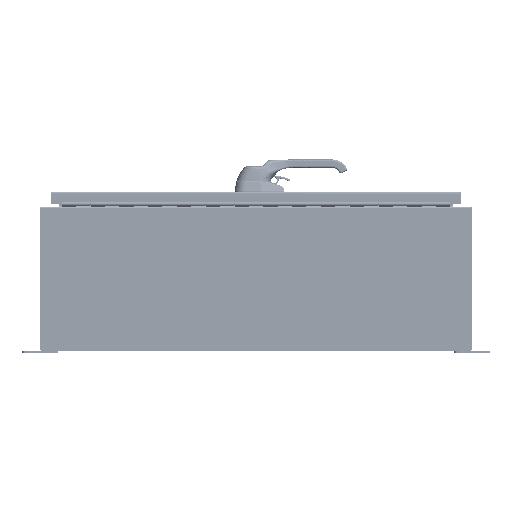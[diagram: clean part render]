
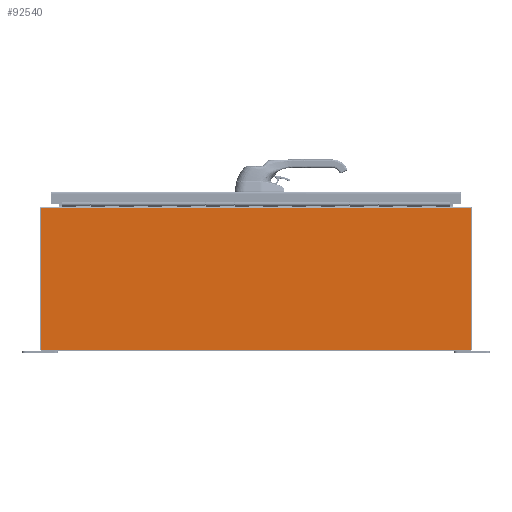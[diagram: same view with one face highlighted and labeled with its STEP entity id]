
A CAD part, left-side view. The second image highlights one B-rep face of the part: STEP entity #92540.
In plain terms, the highlighted face is planar.
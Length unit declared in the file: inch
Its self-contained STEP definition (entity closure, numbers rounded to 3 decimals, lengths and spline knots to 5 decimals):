
#8575 = DIRECTION ( 'NONE',  ( 0., 1., 0. ) ) ;
#8686 = CARTESIAN_POINT ( 'NONE',  ( 4.89475, -7.463, 0.074 ) ) ;
#13908 = EDGE_CURVE ( 'NONE', #152155, #77411, #111050, .T. ) ;
#17510 = VECTOR ( 'NONE', #112753, 39.37008 ) ;
#23669 = EDGE_CURVE ( 'NONE', #152155, #31956, #43876, .T. ) ;
#25615 = CARTESIAN_POINT ( 'NONE',  ( -4.926, 14.926, 0.074 ) ) ;
#26525 = CARTESIAN_POINT ( 'NONE',  ( 0., 0., 0.074 ) ) ;
#28459 = ORIENTED_EDGE ( 'NONE', *, *, #13908, .F. ) ;
#31618 = CARTESIAN_POINT ( 'NONE',  ( -4.926, 14.926, 0.074 ) ) ;
#31956 = VERTEX_POINT ( 'NONE', #72492 ) ;
#38878 = VECTOR ( 'NONE', #116084, 39.37008 ) ;
#39143 = DIRECTION ( 'NONE',  ( 1., 0., 0. ) ) ;
#41940 = VERTEX_POINT ( 'NONE', #31618 ) ;
#43876 = LINE ( 'NONE', #8686, #110131 ) ;
#50675 = LINE ( 'NONE', #25615, #17510 ) ;
#72492 = CARTESIAN_POINT ( 'NONE',  ( 4.89475, 14.926, 0.074 ) ) ;
#75371 = EDGE_LOOP ( 'NONE', ( #81140, #75516, #91360, #28459 ) ) ;
#75516 = ORIENTED_EDGE ( 'NONE', *, *, #140848, .F. ) ;
#77411 = VERTEX_POINT ( 'NONE', #96546 ) ;
#81140 = ORIENTED_EDGE ( 'NONE', *, *, #23669, .T. ) ;
#91360 = ORIENTED_EDGE ( 'NONE', *, *, #114977, .F. ) ;
#92540 = ADVANCED_FACE ( 'NONE', ( #148637 ), #124370, .T. ) ;
#96546 = CARTESIAN_POINT ( 'NONE',  ( -4.926, -14.926, 0.074 ) ) ;
#98255 = CARTESIAN_POINT ( 'NONE',  ( 4.926, -14.926, 0.074 ) ) ;
#101104 = DIRECTION ( 'NONE',  ( -1., 0., 0. ) ) ;
#103793 = CARTESIAN_POINT ( 'NONE',  ( -4.926, -14.926, 0.074 ) ) ;
#105820 = CARTESIAN_POINT ( 'NONE',  ( 4.89475, -14.926, 0.074 ) ) ;
#107241 = VECTOR ( 'NONE', #101104, 39.37008 ) ;
#110131 = VECTOR ( 'NONE', #8575, 39.37008 ) ;
#111050 = LINE ( 'NONE', #98255, #107241 ) ;
#112753 = DIRECTION ( 'NONE',  ( 1., 0., 0. ) ) ;
#113634 = DIRECTION ( 'NONE',  ( 0., 0., 1. ) ) ;
#114977 = EDGE_CURVE ( 'NONE', #77411, #41940, #137883, .T. ) ;
#116084 = DIRECTION ( 'NONE',  ( 0., 1., 0. ) ) ;
#124370 = PLANE ( 'NONE',  #141306 ) ;
#137883 = LINE ( 'NONE', #103793, #38878 ) ;
#140848 = EDGE_CURVE ( 'NONE', #41940, #31956, #50675, .T. ) ;
#141306 = AXIS2_PLACEMENT_3D ( 'NONE', #26525, #113634, #39143 ) ;
#148637 = FACE_OUTER_BOUND ( 'NONE', #75371, .T. ) ;
#152155 = VERTEX_POINT ( 'NONE', #105820 ) ;
